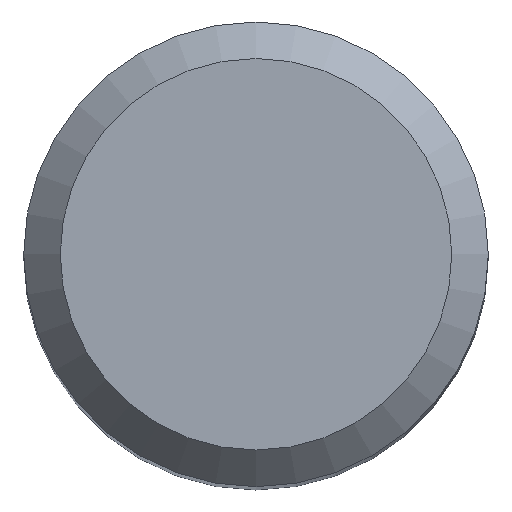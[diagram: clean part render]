
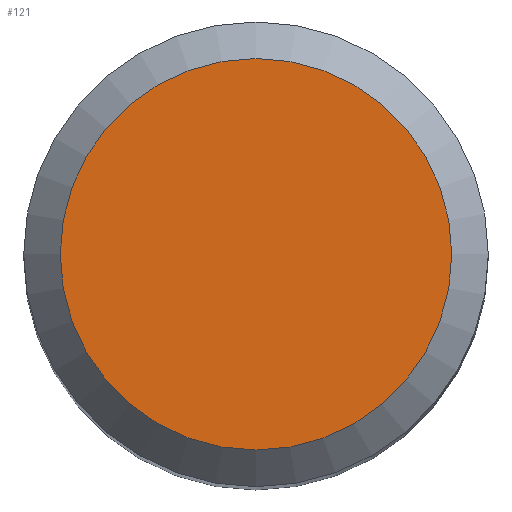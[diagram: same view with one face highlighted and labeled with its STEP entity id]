
A CAD part, top view. The second image highlights one B-rep face of the part: STEP entity #121.
In plain terms, the highlighted planar face has unit normal (0, 0, 1).
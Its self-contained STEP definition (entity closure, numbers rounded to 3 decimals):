
#121=ADVANCED_FACE('',(#130),#128,.F.);
#128=PLANE('',#176);
#130=FACE_OUTER_BOUND('',#132,.T.);
#132=EDGE_LOOP('',(#144));
#144=ORIENTED_EDGE('',*,*,#162,.T.);
#156=VERTEX_POINT('',#218);
#162=EDGE_CURVE('',#156,#156,#168,.T.);
#168=CIRCLE('',#175,5.35);
#175=AXIS2_PLACEMENT_3D('',#217,#190,#191);
#176=AXIS2_PLACEMENT_3D('',#219,#192,#193);
#190=DIRECTION('',(0.0,0.0,1.0));
#191=DIRECTION('',(1.0,0.0,0.0));
#192=DIRECTION('',(0.0,0.0,-1.0));
#193=DIRECTION('',(-1.0,0.0,0.0));
#217=CARTESIAN_POINT('',(0.0,0.0,0.));
#218=CARTESIAN_POINT('',(5.35,0.0,0.));
#219=CARTESIAN_POINT('',(5.35,0.,0.));
